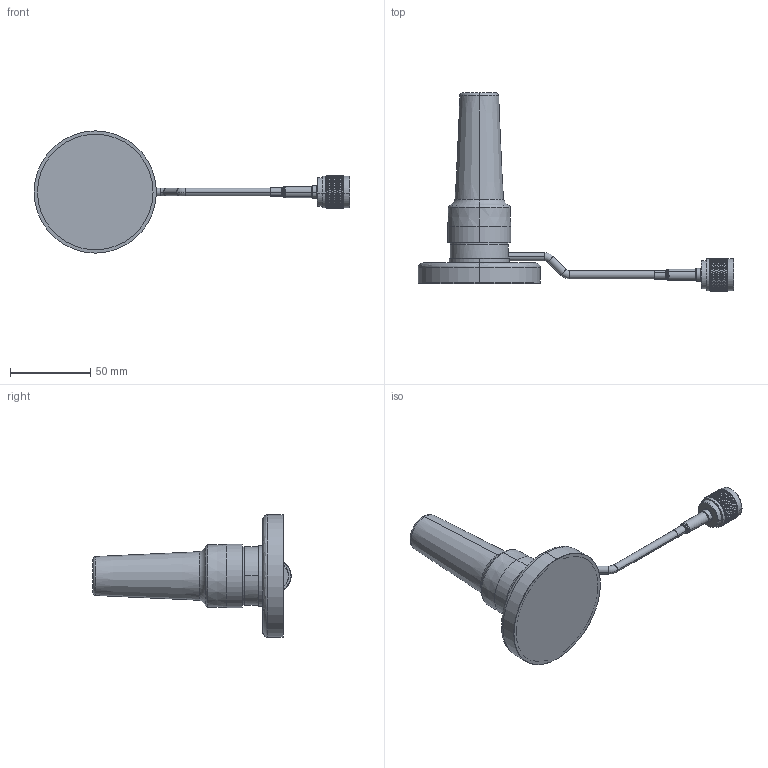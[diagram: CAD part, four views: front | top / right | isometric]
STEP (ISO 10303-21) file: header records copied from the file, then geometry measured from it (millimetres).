
FILE_DESCRIPTION (( 'STEP AP214' ), '1' );
FILE_NAME ('FMANMOB1003-NM_3D.step', '2025-10-27T22:33:13', ( '' ), ( '' ), 'SwSTEP 2.0', 'SolidWorks 2025', '' );
FILE_SCHEMA (( 'AUTOMOTIVE_DESIGN' ));
Length unit declared in the file: inch
Products named in the file (6): FMANMOB1003-NM_3D; Copy of HeatShrink-195-3_230124^FMMA1-NMA10; 1081 230124; Copy of NM 230124^FMMA1-NMA10_CRIMPED; Copy of NMO Base w Cable^FMMA1-NMA10; FMMA1-NMA10
Assembly tree (5 placements, depth 3):
  FMANMOB1003-NM_3D
    FMMA1-NMA10
      Copy of NMO Base w Cable^FMMA1-NMA10
      Copy of HeatShrink-195-3_230124^FMMA1-NMA10
      Copy of NM 230124^FMMA1-NMA10_CRIMPED
    1081 230124
Bounding box: 196.27 x 123.22 x 76 mm (x, y, z)
Volume: 134600.6 mm3; surface area: 57938.3 mm2
Topology: 10 solids, 10 shells, 2560 faces, 5547 edges, 3020 vertices
Faces by surface type: bspline 1804, cylinder 620, plane 77, cone 37, torus 22
Entity records: 99258 total; most frequent: CARTESIAN_POINT 63680, ORIENTED_EDGE 11086, EDGE_CURVE 5543, VERTEX_POINT 3020, DIRECTION 2815, EDGE_LOOP 2595, ADVANCED_FACE 2560, FACE_OUTER_BOUND 2560
